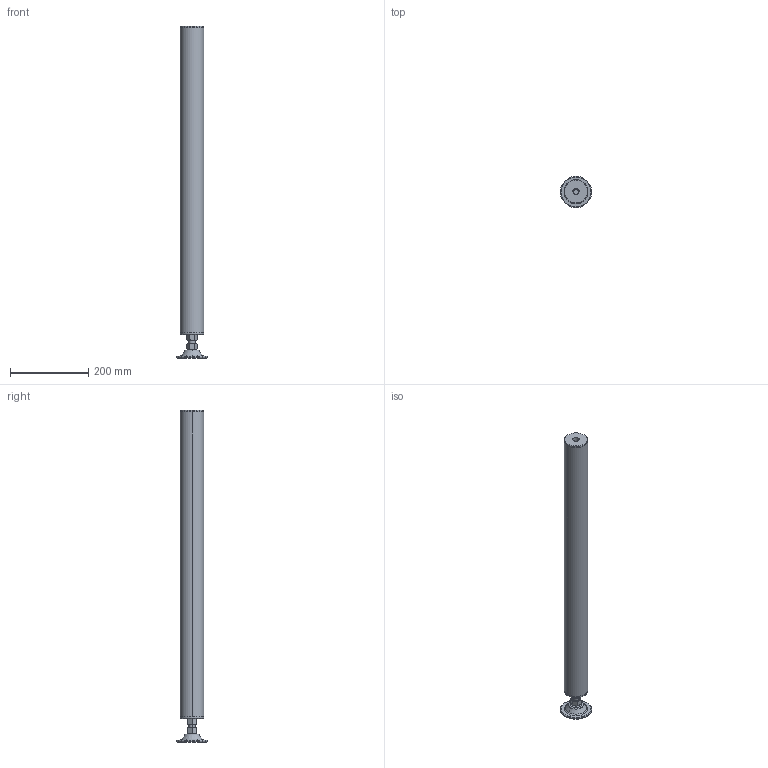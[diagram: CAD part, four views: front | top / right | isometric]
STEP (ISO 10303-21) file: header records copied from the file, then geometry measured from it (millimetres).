
FILE_DESCRIPTION(('STEP AP214'),'1');
FILE_NAME('160857.STP','2011-09-08T13:59:25',(' '),(' '),'Spatial InterOp 3D',' ',' ');
FILE_SCHEMA(('automotive_design'));
Length unit declared in the file: millimetre
Products named in the file (6): Zylinder; Rotationskörper; Sechskantmutter ISO 8673 M16x1.5
Bounding box: 80 x 80 x 850 mm (x, y, z)
Volume: 590861.2 mm3; surface area: 320946.2 mm2
Topology: 6 solids, 6 shells, 106 faces, 244 edges, 158 vertices
Faces by surface type: cone 32, plane 32, cylinder 30, torus 12
Entity records: 4029 total; most frequent: CARTESIAN_POINT 578, DIRECTION 574, ORIENTED_EDGE 488, AXIS2_PLACEMENT_3D 250, EDGE_CURVE 244, VERTEX_POINT 158, CIRCLE 138, EDGE_LOOP 124
